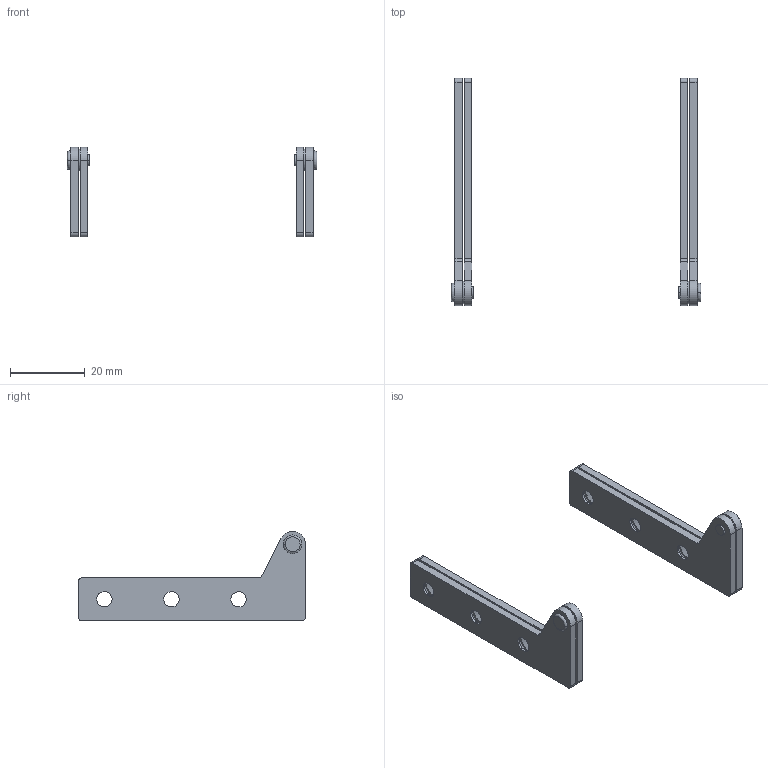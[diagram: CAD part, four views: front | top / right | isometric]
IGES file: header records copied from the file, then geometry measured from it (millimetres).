
Start section: ------------------------------------------------------------------------
Global section: file name: PC50.19916.TH_181_26990.igs; native system: spGate; preprocessor: ver16.7.1; author: Unknown; organization: Unknown; date: 201012.130641; units: millimetre
Bounding box: 67 x 61 x 23.99 mm (x, y, z)
Volume: 6007.7 mm3; surface area: 7968.4 mm2
Topology: 8 solids, 8 shells, 130 faces, 316 edges, 204 vertices
Faces by surface type: bspline 130
